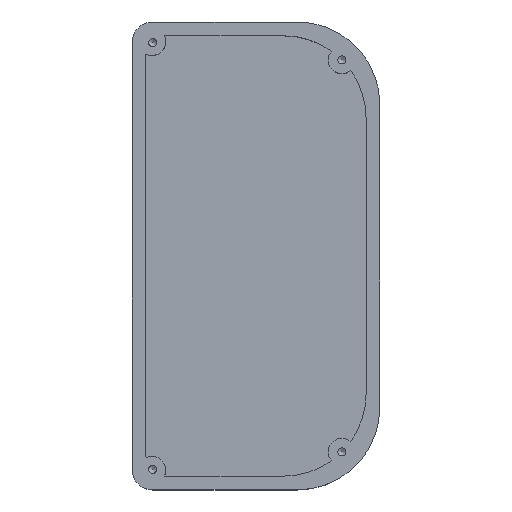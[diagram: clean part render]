
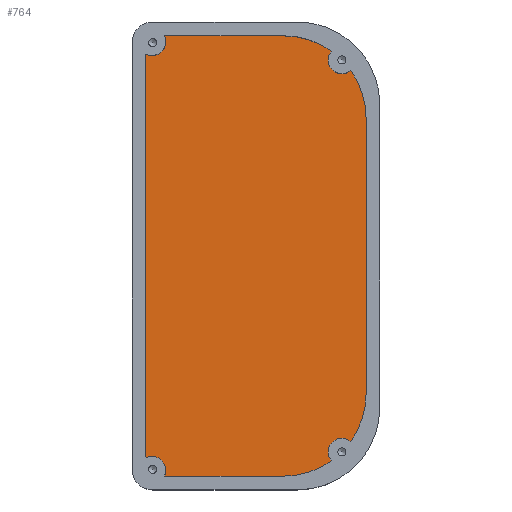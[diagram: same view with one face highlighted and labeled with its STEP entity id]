
A CAD part, top view. The second image highlights one B-rep face of the part: STEP entity #764.
In plain terms, the highlighted planar face has unit normal (0, 0, 1).
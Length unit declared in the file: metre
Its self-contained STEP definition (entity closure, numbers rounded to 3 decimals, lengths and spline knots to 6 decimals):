
#53=LINE('',#1187,#110);
#54=LINE('',#1195,#111);
#55=LINE('',#1203,#112);
#56=LINE('',#1211,#113);
#57=LINE('',#1213,#114);
#58=LINE('',#1215,#115);
#59=LINE('',#1217,#116);
#60=LINE('',#1219,#117);
#110=VECTOR('',#931,1.);
#111=VECTOR('',#938,1.);
#112=VECTOR('',#945,1.);
#113=VECTOR('',#952,1.);
#114=VECTOR('',#953,1.);
#115=VECTOR('',#954,1.);
#116=VECTOR('',#955,1.);
#117=VECTOR('',#956,1.);
#167=ORIENTED_EDGE('',*,*,#389,.F.);
#168=ORIENTED_EDGE('',*,*,#390,.T.);
#169=ORIENTED_EDGE('',*,*,#391,.T.);
#170=ORIENTED_EDGE('',*,*,#392,.T.);
#171=ORIENTED_EDGE('',*,*,#393,.F.);
#172=ORIENTED_EDGE('',*,*,#394,.T.);
#173=ORIENTED_EDGE('',*,*,#395,.F.);
#174=ORIENTED_EDGE('',*,*,#396,.T.);
#175=ORIENTED_EDGE('',*,*,#397,.F.);
#176=ORIENTED_EDGE('',*,*,#398,.T.);
#177=ORIENTED_EDGE('',*,*,#399,.F.);
#178=ORIENTED_EDGE('',*,*,#400,.T.);
#179=ORIENTED_EDGE('',*,*,#401,.F.);
#180=ORIENTED_EDGE('',*,*,#402,.T.);
#181=ORIENTED_EDGE('',*,*,#403,.T.);
#182=ORIENTED_EDGE('',*,*,#404,.T.);
#183=ORIENTED_EDGE('',*,*,#405,.T.);
#184=ORIENTED_EDGE('',*,*,#406,.F.);
#185=ORIENTED_EDGE('',*,*,#407,.T.);
#186=ORIENTED_EDGE('',*,*,#408,.T.);
#389=EDGE_CURVE('',#500,#501,#578,.T.);
#390=EDGE_CURVE('',#500,#502,#579,.T.);
#391=EDGE_CURVE('',#502,#503,#53,.T.);
#392=EDGE_CURVE('',#503,#504,#580,.T.);
#393=EDGE_CURVE('',#505,#504,#581,.T.);
#394=EDGE_CURVE('',#505,#506,#582,.T.);
#395=EDGE_CURVE('',#507,#506,#54,.T.);
#396=EDGE_CURVE('',#507,#508,#583,.T.);
#397=EDGE_CURVE('',#509,#508,#584,.T.);
#398=EDGE_CURVE('',#509,#510,#585,.T.);
#399=EDGE_CURVE('',#511,#510,#55,.T.);
#400=EDGE_CURVE('',#511,#512,#586,.T.);
#401=EDGE_CURVE('',#513,#512,#587,.T.);
#402=EDGE_CURVE('',#513,#514,#588,.T.);
#403=EDGE_CURVE('',#514,#515,#56,.T.);
#404=EDGE_CURVE('',#515,#516,#57,.T.);
#405=EDGE_CURVE('',#516,#517,#58,.T.);
#406=EDGE_CURVE('',#518,#517,#59,.T.);
#407=EDGE_CURVE('',#518,#519,#60,.T.);
#408=EDGE_CURVE('',#519,#501,#589,.T.);
#500=VERTEX_POINT('',#1183);
#501=VERTEX_POINT('',#1184);
#502=VERTEX_POINT('',#1186);
#503=VERTEX_POINT('',#1188);
#504=VERTEX_POINT('',#1190);
#505=VERTEX_POINT('',#1192);
#506=VERTEX_POINT('',#1194);
#507=VERTEX_POINT('',#1196);
#508=VERTEX_POINT('',#1198);
#509=VERTEX_POINT('',#1200);
#510=VERTEX_POINT('',#1202);
#511=VERTEX_POINT('',#1204);
#512=VERTEX_POINT('',#1206);
#513=VERTEX_POINT('',#1208);
#514=VERTEX_POINT('',#1210);
#515=VERTEX_POINT('',#1212);
#516=VERTEX_POINT('',#1214);
#517=VERTEX_POINT('',#1216);
#518=VERTEX_POINT('',#1218);
#519=VERTEX_POINT('',#1220);
#578=CIRCLE('',#825,0.005);
#579=CIRCLE('',#826,0.0075);
#580=CIRCLE('',#827,0.03);
#581=CIRCLE('',#828,0.005);
#582=CIRCLE('',#829,0.03);
#583=CIRCLE('',#830,0.03);
#584=CIRCLE('',#831,0.005);
#585=CIRCLE('',#832,0.03);
#586=CIRCLE('',#833,0.0075);
#587=CIRCLE('',#834,0.005);
#588=CIRCLE('',#835,0.0075);
#589=CIRCLE('',#836,0.0075);
#628=EDGE_LOOP('',(#167,#168,#169,#170,#171,#172,#173,#174,#175,#176,#177,
#178,#179,#180,#181,#182,#183,#184,#185,#186));
#687=FACE_BOUND('',#628,.T.);
#750=PLANE('',#824);
#764=ADVANCED_FACE('',(#687),#750,.T.);
#824=AXIS2_PLACEMENT_3D('',#1181,#925,#926);
#825=AXIS2_PLACEMENT_3D('',#1182,#927,#928);
#826=AXIS2_PLACEMENT_3D('',#1185,#929,#930);
#827=AXIS2_PLACEMENT_3D('',#1189,#932,#933);
#828=AXIS2_PLACEMENT_3D('',#1191,#934,#935);
#829=AXIS2_PLACEMENT_3D('',#1193,#936,#937);
#830=AXIS2_PLACEMENT_3D('',#1197,#939,#940);
#831=AXIS2_PLACEMENT_3D('',#1199,#941,#942);
#832=AXIS2_PLACEMENT_3D('',#1201,#943,#944);
#833=AXIS2_PLACEMENT_3D('',#1205,#946,#947);
#834=AXIS2_PLACEMENT_3D('',#1207,#948,#949);
#835=AXIS2_PLACEMENT_3D('',#1209,#950,#951);
#836=AXIS2_PLACEMENT_3D('',#1221,#957,#958);
#925=DIRECTION('',(0.,0.,1.));
#926=DIRECTION('',(1.,0.,0.));
#927=DIRECTION('',(0.,0.,1.));
#928=DIRECTION('',(1.,0.,0.));
#929=DIRECTION('',(0.,0.,1.));
#930=DIRECTION('',(1.,0.,0.));
#931=DIRECTION('',(1.,0.,0.));
#932=DIRECTION('',(0.,0.,1.));
#933=DIRECTION('',(1.,0.,0.));
#934=DIRECTION('',(0.,0.,1.));
#935=DIRECTION('',(1.,0.,0.));
#936=DIRECTION('',(0.,0.,1.));
#937=DIRECTION('',(1.,0.,0.));
#938=DIRECTION('',(0.,-1.,0.));
#939=DIRECTION('',(0.,0.,1.));
#940=DIRECTION('',(1.,0.,0.));
#941=DIRECTION('',(0.,0.,1.));
#942=DIRECTION('',(1.,0.,0.));
#943=DIRECTION('',(0.,0.,1.));
#944=DIRECTION('',(1.,0.,0.));
#945=DIRECTION('',(1.,0.,0.));
#946=DIRECTION('',(0.,0.,1.));
#947=DIRECTION('',(1.,0.,0.));
#948=DIRECTION('',(0.,0.,1.));
#949=DIRECTION('',(1.,0.,0.));
#950=DIRECTION('',(0.,0.,1.));
#951=DIRECTION('',(1.,0.,0.));
#952=DIRECTION('',(0.,-1.,0.));
#953=DIRECTION('',(-1.,0.,0.));
#954=DIRECTION('',(0.,-1.,0.));
#955=DIRECTION('',(-1.,0.,0.));
#956=DIRECTION('',(0.,-1.,0.));
#957=DIRECTION('',(0.,0.,1.));
#958=DIRECTION('',(1.,0.,0.));
#1181=CARTESIAN_POINT('',(-0.105002,0.077795,0.005));
#1182=CARTESIAN_POINT('',(-0.142805,-0.000008,0.005));
#1183=CARTESIAN_POINT('',(-0.138293,-0.002163,0.005));
#1184=CARTESIAN_POINT('',(-0.14496,0.004504,0.005));
#1185=CARTESIAN_POINT('',(-0.137502,0.005295,0.005));
#1186=CARTESIAN_POINT('',(-0.137502,-0.002205,0.005));
#1187=CARTESIAN_POINT('',(-0.105002,-0.002205,0.005));
#1188=CARTESIAN_POINT('',(-0.095002,-0.002205,0.005));
#1189=CARTESIAN_POINT('',(-0.095002,0.027795,0.005));
#1190=CARTESIAN_POINT('',(-0.077606,0.003353,0.005));
#1191=CARTESIAN_POINT('',(-0.073788,0.006582,0.005));
#1192=CARTESIAN_POINT('',(-0.07056,0.0104,0.005));
#1193=CARTESIAN_POINT('',(-0.095002,0.027795,0.005));
#1194=CARTESIAN_POINT('',(-0.065002,0.027795,0.005));
#1195=CARTESIAN_POINT('',(-0.065002,0.077795,0.005));
#1196=CARTESIAN_POINT('',(-0.065002,0.127795,0.005));
#1197=CARTESIAN_POINT('',(-0.095002,0.127795,0.005));
#1198=CARTESIAN_POINT('',(-0.07056,0.145191,0.005));
#1199=CARTESIAN_POINT('',(-0.073788,0.149008,0.005));
#1200=CARTESIAN_POINT('',(-0.077606,0.152237,0.005));
#1201=CARTESIAN_POINT('',(-0.095002,0.127795,0.005));
#1202=CARTESIAN_POINT('',(-0.095002,0.157795,0.005));
#1203=CARTESIAN_POINT('',(-0.105002,0.157795,0.005));
#1204=CARTESIAN_POINT('',(-0.137502,0.157795,0.005));
#1205=CARTESIAN_POINT('',(-0.137502,0.150295,0.005));
#1206=CARTESIAN_POINT('',(-0.138293,0.157753,0.005));
#1207=CARTESIAN_POINT('',(-0.142805,0.155599,0.005));
#1208=CARTESIAN_POINT('',(-0.14496,0.151087,0.005));
#1209=CARTESIAN_POINT('',(-0.137502,0.150295,0.005));
#1210=CARTESIAN_POINT('',(-0.145002,0.150295,0.005));
#1211=CARTESIAN_POINT('',(-0.145002,0.077795,0.005));
#1212=CARTESIAN_POINT('',(-0.145002,0.112795,0.005));
#1213=CARTESIAN_POINT('',(-0.125002,0.112795,0.005));
#1214=CARTESIAN_POINT('',(-0.148662,0.112795,0.005));
#1215=CARTESIAN_POINT('',(-0.148662,0.077795,0.005));
#1216=CARTESIAN_POINT('',(-0.148662,0.042795,0.005));
#1217=CARTESIAN_POINT('',(-0.125002,0.042795,0.005));
#1218=CARTESIAN_POINT('',(-0.145002,0.042795,0.005));
#1219=CARTESIAN_POINT('',(-0.145002,0.077795,0.005));
#1220=CARTESIAN_POINT('',(-0.145002,0.005295,0.005));
#1221=CARTESIAN_POINT('',(-0.137502,0.005295,0.005));
